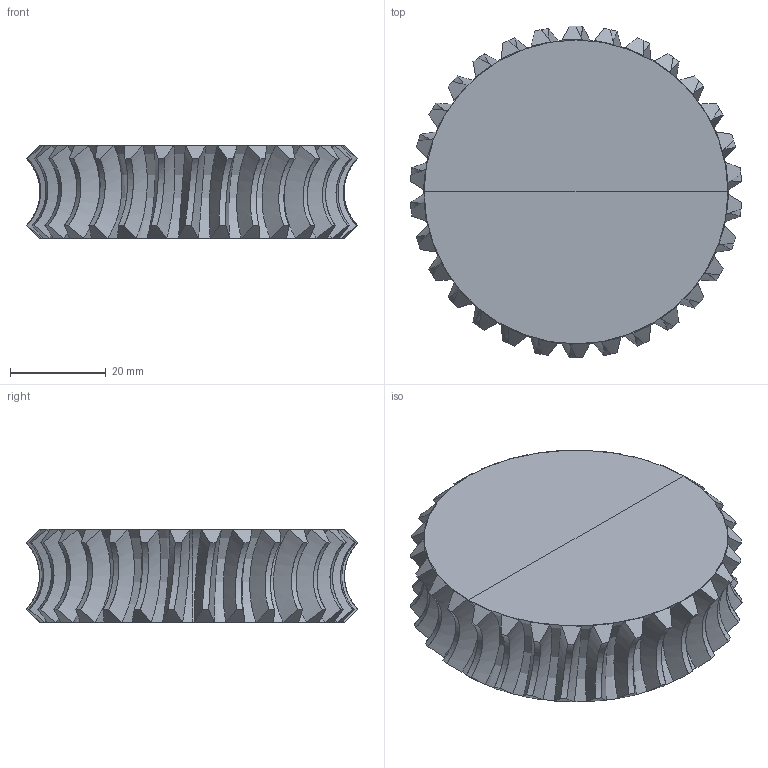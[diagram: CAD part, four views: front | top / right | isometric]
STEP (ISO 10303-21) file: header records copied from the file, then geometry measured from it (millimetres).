
FILE_DESCRIPTION((''),'2;1');
FILE_NAME('PRT0001','2020-03-05T12:22:06',('Robert'),(''),'CREO PARAMETRIC BY PTC INC, 2018500','CREO PARAMETRIC BY PTC INC, 2018500','');
FILE_SCHEMA(('CONFIG_CONTROL_DESIGN'));
Length unit declared in the file: millimetre
Products named in the file (1): PRT0001
Bounding box: 69.38 x 69.48 x 19.48 mm (x, y, z)
Surface area: 16326.1 mm2 (no closed solid volume)
Topology: 0 solids, 0 shells, 155 faces, 618 edges, 616 vertices
Faces by surface type: bspline 150, cone 2, revolution 2, plane 1
Entity records: 16354 total; most frequent: CARTESIAN_POINT 10923, B_SPLINE_CURVE_WITH_KNOTS 666, DEFINITIONAL_REPRESENTATION 616, PCURVE 616, COMPOSITE_CURVE_SEGMENT 616, DIRECTION 572, TRIMMED_CURVE 560, VECTOR 556
